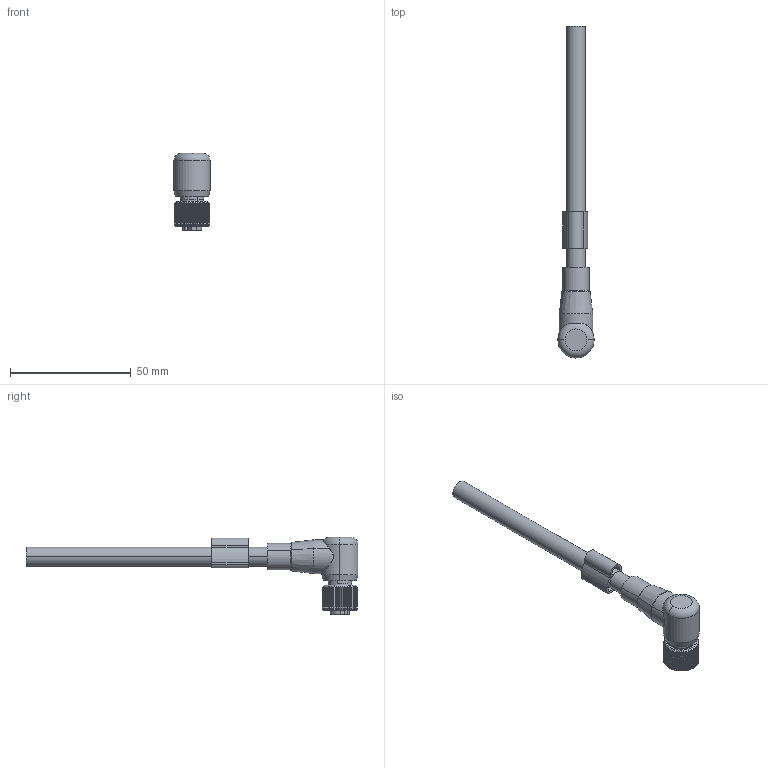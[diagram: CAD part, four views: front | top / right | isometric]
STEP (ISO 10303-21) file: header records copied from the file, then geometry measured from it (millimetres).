
FILE_DESCRIPTION(('CATIA V5 STEP Exchange','CAx-IF Rec.Pracs.--- Model Styling and Organization---1.4--- 2014-01-23'),'2;1');
FILE_NAME ('005193-4_0_1062300300_1062300300.stp','2020-04-14T10:51:48+00:00',('none'),('Weidmueller'),'CATIA Version 5-6 Release 2016 SP3 HF44','CATIA V5 STEP AP214','none');
FILE_SCHEMA(('AUTOMOTIVE_DESIGN { 1 0 10303 214 1 1 1 1 }'));
Length unit declared in the file: millimetre
Products named in the file (1): 1062300300
Bounding box: 15 x 137.5 x 32 mm (x, y, z)
Volume: 13014.7 mm3; surface area: 10161.5 mm2
Topology: 13 solids, 13 shells, 832 faces, 2241 edges, 1439 vertices
Faces by surface type: cylinder 317, plane 293, cone 90, torus 56, bspline 56, revolution 8, extrusion 8, sphere 4
Entity records: 27059 total; most frequent: CARTESIAN_POINT 8772, ORIENTED_EDGE 4446, DIRECTION 2584, EDGE_CURVE 2223, VERTEX_POINT 1439, AXIS2_PLACEMENT_3D 1247, EDGE_LOOP 884, ADVANCED_FACE 832
